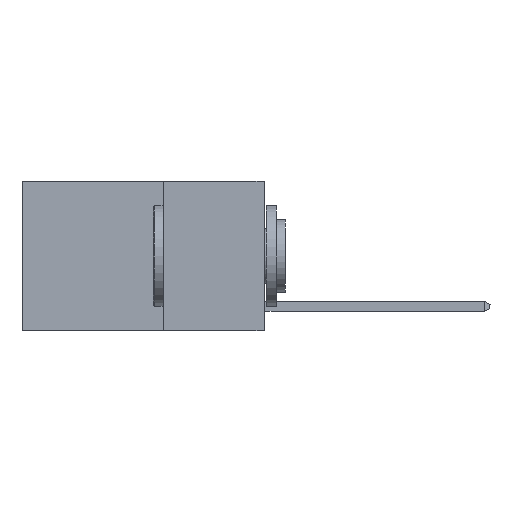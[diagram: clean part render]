
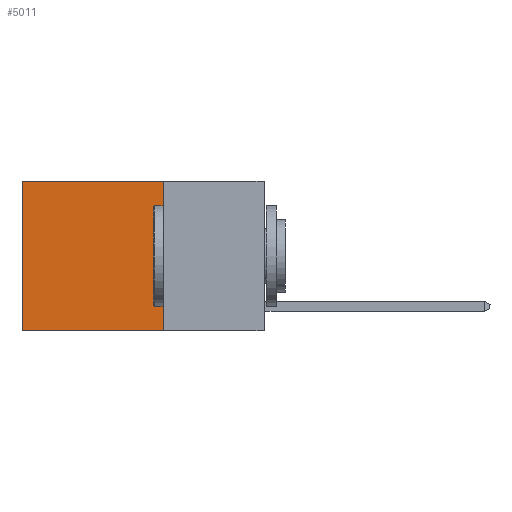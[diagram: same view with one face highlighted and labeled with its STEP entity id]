
A CAD part, left-side view. The second image highlights one B-rep face of the part: STEP entity #5011.
In plain terms, the highlighted planar face has unit normal (-1, 0, 0).
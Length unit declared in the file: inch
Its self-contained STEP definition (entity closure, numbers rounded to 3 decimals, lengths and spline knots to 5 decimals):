
#577 = CARTESIAN_POINT ( 'NONE',  ( 0.2625, 0.25, 0. ) ) ;
#1214 = EDGE_CURVE ( 'NONE', #8810, #17955, #7806, .T. ) ;
#1416 = CARTESIAN_POINT ( 'NONE',  ( 0.2625, 0.25, 0. ) ) ;
#3757 = LINE ( 'NONE', #1416, #16432 ) ;
#4337 = PLANE ( 'NONE',  #6002 ) ;
#5011 = ADVANCED_FACE ( 'NONE', ( #10823 ), #4337, .F. ) ;
#6002 = AXIS2_PLACEMENT_3D ( 'NONE', #26608, #8614, #6394 ) ;
#6394 = DIRECTION ( 'NONE',  ( 0., 0., -1. ) ) ;
#7070 = VECTOR ( 'NONE', #10750, 39.37008 ) ;
#7176 = DIRECTION ( 'NONE',  ( 0., 1., 0. ) ) ;
#7682 = EDGE_CURVE ( 'NONE', #21960, #8810, #3757, .T. ) ;
#7806 = LINE ( 'NONE', #10319, #7070 ) ;
#8551 = CARTESIAN_POINT ( 'NONE',  ( 0.2625, 0.6, -0.37 ) ) ;
#8614 = DIRECTION ( 'NONE',  ( 1., 0., 0. ) ) ;
#8795 = EDGE_LOOP ( 'NONE', ( #9652, #18768, #20060, #21545 ) ) ;
#8810 = VERTEX_POINT ( 'NONE', #26522 ) ;
#9652 = ORIENTED_EDGE ( 'NONE', *, *, #23485, .T. ) ;
#10319 = CARTESIAN_POINT ( 'NONE',  ( 0.2625, 0.25, -0.37 ) ) ;
#10372 = VERTEX_POINT ( 'NONE', #14906 ) ;
#10750 = DIRECTION ( 'NONE',  ( 0., 1., 0. ) ) ;
#10823 = FACE_OUTER_BOUND ( 'NONE', #8795, .T. ) ;
#11073 = EDGE_CURVE ( 'NONE', #21960, #10372, #15755, .T. ) ;
#11256 = VECTOR ( 'NONE', #16645, 39.37008 ) ;
#13838 = CARTESIAN_POINT ( 'NONE',  ( 0.2625, 0.25, 0. ) ) ;
#14293 = CARTESIAN_POINT ( 'NONE',  ( 0.2625, 0.6, 0. ) ) ;
#14906 = CARTESIAN_POINT ( 'NONE',  ( 0.2625, 0.6, 0. ) ) ;
#15755 = LINE ( 'NONE', #577, #21689 ) ;
#16432 = VECTOR ( 'NONE', #19251, 39.37008 ) ;
#16645 = DIRECTION ( 'NONE',  ( 0., 0., -1. ) ) ;
#17955 = VERTEX_POINT ( 'NONE', #8551 ) ;
#18768 = ORIENTED_EDGE ( 'NONE', *, *, #1214, .F. ) ;
#19161 = LINE ( 'NONE', #14293, #11256 ) ;
#19251 = DIRECTION ( 'NONE',  ( 0., 0., -1. ) ) ;
#20060 = ORIENTED_EDGE ( 'NONE', *, *, #7682, .F. ) ;
#21545 = ORIENTED_EDGE ( 'NONE', *, *, #11073, .T. ) ;
#21689 = VECTOR ( 'NONE', #7176, 39.37008 ) ;
#21960 = VERTEX_POINT ( 'NONE', #13838 ) ;
#23485 = EDGE_CURVE ( 'NONE', #10372, #17955, #19161, .T. ) ;
#26522 = CARTESIAN_POINT ( 'NONE',  ( 0.2625, 0.25, -0.37 ) ) ;
#26608 = CARTESIAN_POINT ( 'NONE',  ( 0.2625, 0.25, 0. ) ) ;
